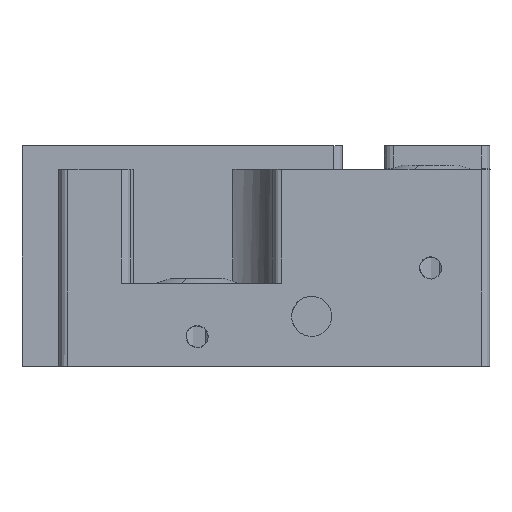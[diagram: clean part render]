
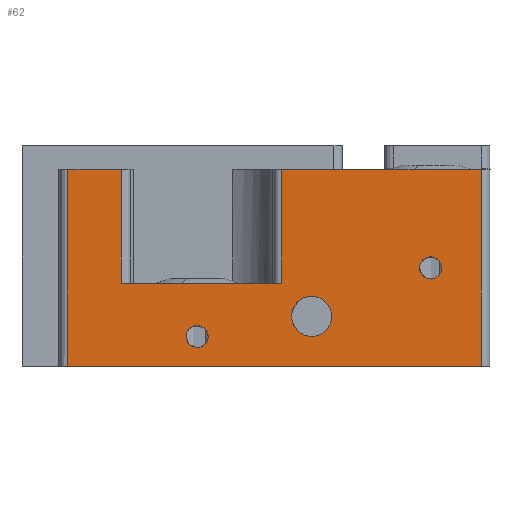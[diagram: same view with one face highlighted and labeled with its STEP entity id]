
A CAD part, front view. The second image highlights one B-rep face of the part: STEP entity #62.
In plain terms, the highlighted planar face has unit normal (0, -1, 0).
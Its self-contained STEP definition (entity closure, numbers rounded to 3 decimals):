
#28=FACE_BOUND('',#293,.T.);
#29=FACE_BOUND('',#294,.T.);
#30=FACE_BOUND('',#295,.T.);
#62=ADVANCED_FACE('',(#173,#28,#29,#30),#1988,.T.);
#173=FACE_OUTER_BOUND('',#292,.T.);
#292=EDGE_LOOP('',(#519,#520,#521,#522,#523,#524,#525,#526));
#293=EDGE_LOOP('',(#527,#528));
#294=EDGE_LOOP('',(#529,#530));
#295=EDGE_LOOP('',(#531,#532));
#519=ORIENTED_EDGE('',*,*,#1060,.F.);
#520=ORIENTED_EDGE('',*,*,#1059,.T.);
#521=ORIENTED_EDGE('',*,*,#1061,.F.);
#522=ORIENTED_EDGE('',*,*,#1146,.F.);
#523=ORIENTED_EDGE('',*,*,#1063,.F.);
#524=ORIENTED_EDGE('',*,*,#1064,.F.);
#525=ORIENTED_EDGE('',*,*,#1062,.T.);
#526=ORIENTED_EDGE('',*,*,#1127,.F.);
#527=ORIENTED_EDGE('',*,*,#1058,.T.);
#528=ORIENTED_EDGE('',*,*,#1176,.T.);
#529=ORIENTED_EDGE('',*,*,#1154,.T.);
#530=ORIENTED_EDGE('',*,*,#1191,.T.);
#531=ORIENTED_EDGE('',*,*,#1160,.T.);
#532=ORIENTED_EDGE('',*,*,#1194,.T.);
#1058=EDGE_CURVE('',#1706,#1777,#1514,.T.);
#1059=EDGE_CURVE('',#1708,#1707,#1372,.T.);
#1060=EDGE_CURVE('',#1708,#1747,#1373,.T.);
#1061=EDGE_CURVE('',#1705,#1707,#1374,.T.);
#1062=EDGE_CURVE('',#1710,#1693,#1375,.T.);
#1063=EDGE_CURVE('',#1709,#1697,#1376,.T.);
#1064=EDGE_CURVE('',#1710,#1709,#1377,.T.);
#1127=EDGE_CURVE('',#1747,#1693,#1405,.T.);
#1146=EDGE_CURVE('',#1697,#1705,#1419,.T.);
#1154=EDGE_CURVE('',#1764,#1786,#1558,.T.);
#1160=EDGE_CURVE('',#1768,#1788,#1560,.T.);
#1176=EDGE_CURVE('',#1777,#1706,#1576,.T.);
#1191=EDGE_CURVE('',#1786,#1764,#1590,.T.);
#1194=EDGE_CURVE('',#1788,#1768,#1592,.T.);
#1372=B_SPLINE_CURVE_WITH_KNOTS('',1,(#2597,#2598),.UNSPECIFIED.,.F.,.F.,
(2,2),(0.869,41.148),.UNSPECIFIED.);
#1373=B_SPLINE_CURVE_WITH_KNOTS('',1,(#2599,#2600),.UNSPECIFIED.,.F.,.F.,
(2,2),(0.,20.932),.UNSPECIFIED.);
#1374=B_SPLINE_CURVE_WITH_KNOTS('',1,(#2601,#2602),.UNSPECIFIED.,.F.,.F.,
(2,2),(0.,21.98),.UNSPECIFIED.);
#1375=B_SPLINE_CURVE_WITH_KNOTS('',1,(#2603,#2604),.UNSPECIFIED.,.F.,.F.,
(2,2),(0.,12.75),.UNSPECIFIED.);
#1376=B_SPLINE_CURVE_WITH_KNOTS('',1,(#2605,#2606),.UNSPECIFIED.,.F.,.F.,
(2,2),(0.,12.75),.UNSPECIFIED.);
#1377=B_SPLINE_CURVE_WITH_KNOTS('',1,(#2607,#2608,#2609,#2610,#2611,#2612),
 .UNSPECIFIED.,.F.,.F.,(2,1,1,1,1,2),(-17.175,-16.175,
-13.244,-6.543,-2.774,-1.774),
 .UNSPECIFIED.);
#1405=B_SPLINE_CURVE_WITH_KNOTS('',1,(#2788,#2789),.UNSPECIFIED.,.F.,.F.,
(2,2),(-23.175,-17.175),.UNSPECIFIED.);
#1419=B_SPLINE_CURVE_WITH_KNOTS('',1,(#2832,#2833,#2834,#2835),
 .UNSPECIFIED.,.F.,.F.,(2,1,1,2),(0.,6.904,10.691,
22.829),.UNSPECIFIED.);
#1514=(
BOUNDED_CURVE()
B_SPLINE_CURVE(2,(#2592,#2593,#2594,#2595,#2596),.UNSPECIFIED.,.F.,.F.)
B_SPLINE_CURVE_WITH_KNOTS((3,2,3),(-14.137,-10.603,
-7.069),.UNSPECIFIED.)
CURVE()
GEOMETRIC_REPRESENTATION_ITEM()
RATIONAL_B_SPLINE_CURVE((1.,0.707,1.,0.707,1.))
REPRESENTATION_ITEM('')
);
#1558=(
BOUNDED_CURVE()
B_SPLINE_CURVE(2,(#2878,#2879,#2880,#2881,#2882),.UNSPECIFIED.,.F.,.F.)
B_SPLINE_CURVE_WITH_KNOTS((3,2,3),(-7.854,-5.89,
-3.927),.UNSPECIFIED.)
CURVE()
GEOMETRIC_REPRESENTATION_ITEM()
RATIONAL_B_SPLINE_CURVE((1.,0.707,1.,0.707,1.))
REPRESENTATION_ITEM('')
);
#1560=(
BOUNDED_CURVE()
B_SPLINE_CURVE(2,(#2920,#2921,#2922,#2923,#2924),.UNSPECIFIED.,.F.,.F.)
B_SPLINE_CURVE_WITH_KNOTS((3,2,3),(-7.854,-5.89,
-3.927),.UNSPECIFIED.)
CURVE()
GEOMETRIC_REPRESENTATION_ITEM()
RATIONAL_B_SPLINE_CURVE((1.,0.707,1.,0.707,1.))
REPRESENTATION_ITEM('')
);
#1576=(
BOUNDED_CURVE()
B_SPLINE_CURVE(2,(#2976,#2977,#2978,#2979,#2980),.UNSPECIFIED.,.F.,.F.)
B_SPLINE_CURVE_WITH_KNOTS((3,2,3),(-7.069,-3.534,
0.),.UNSPECIFIED.)
CURVE()
GEOMETRIC_REPRESENTATION_ITEM()
RATIONAL_B_SPLINE_CURVE((1.,0.707,1.,0.707,1.))
REPRESENTATION_ITEM('')
);
#1590=(
BOUNDED_CURVE()
B_SPLINE_CURVE(2,(#3046,#3047,#3048,#3049,#3050),.UNSPECIFIED.,.F.,.F.)
B_SPLINE_CURVE_WITH_KNOTS((3,2,3),(-3.927,-1.963,
0.),.UNSPECIFIED.)
CURVE()
GEOMETRIC_REPRESENTATION_ITEM()
RATIONAL_B_SPLINE_CURVE((1.,0.707,1.,0.707,1.))
REPRESENTATION_ITEM('')
);
#1592=(
BOUNDED_CURVE()
B_SPLINE_CURVE(2,(#3070,#3071,#3072,#3073,#3074),.UNSPECIFIED.,.F.,.F.)
B_SPLINE_CURVE_WITH_KNOTS((3,2,3),(-3.927,-1.963,
0.),.UNSPECIFIED.)
CURVE()
GEOMETRIC_REPRESENTATION_ITEM()
RATIONAL_B_SPLINE_CURVE((1.,0.707,1.,0.707,1.))
REPRESENTATION_ITEM('')
);
#1693=VERTEX_POINT('',#2461);
#1697=VERTEX_POINT('',#2465);
#1705=VERTEX_POINT('',#2473);
#1706=VERTEX_POINT('',#2474);
#1707=VERTEX_POINT('',#2475);
#1708=VERTEX_POINT('',#2476);
#1709=VERTEX_POINT('',#2477);
#1710=VERTEX_POINT('',#2478);
#1747=VERTEX_POINT('',#2515);
#1764=VERTEX_POINT('',#2532);
#1768=VERTEX_POINT('',#2536);
#1777=VERTEX_POINT('',#2545);
#1786=VERTEX_POINT('',#2554);
#1788=VERTEX_POINT('',#2556);
#1988=PLANE('',#2041);
#2041=AXIS2_PLACEMENT_3D('',#2192,#2078,$);
#2078=DIRECTION('',(0.,-1.,0.));
#2192=CARTESIAN_POINT('',(313.717,-153.973,-140.875));
#2461=CARTESIAN_POINT('',(319.717,-153.973,-118.795));
#2465=CARTESIAN_POINT('',(337.717,-153.973,-118.795));
#2473=CARTESIAN_POINT('',(360.067,-153.973,-118.795));
#2474=CARTESIAN_POINT('',(342.291,-153.973,-133.387));
#2475=CARTESIAN_POINT('',(360.067,-153.973,-140.875));
#2476=CARTESIAN_POINT('',(313.717,-153.973,-140.875));
#2477=CARTESIAN_POINT('',(337.717,-153.973,-131.545));
#2478=CARTESIAN_POINT('',(319.717,-153.973,-131.545));
#2515=CARTESIAN_POINT('',(313.717,-153.973,-118.795));
#2532=CARTESIAN_POINT('',(326.967,-153.973,-137.545));
#2536=CARTESIAN_POINT('',(353.154,-153.973,-129.835));
#2545=CARTESIAN_POINT('',(339.843,-153.973,-137.163));
#2554=CARTESIAN_POINT('',(329.467,-153.973,-137.545));
#2556=CARTESIAN_POINT('',(355.654,-153.973,-129.835));
#2592=CARTESIAN_POINT('',(342.291,-153.973,-133.387));
#2593=CARTESIAN_POINT('',(344.179,-153.973,-134.611));
#2594=CARTESIAN_POINT('',(342.955,-153.973,-136.499));
#2595=CARTESIAN_POINT('',(341.731,-153.973,-138.387));
#2596=CARTESIAN_POINT('',(339.843,-153.973,-137.163));
#2597=CARTESIAN_POINT('',(313.717,-153.973,-140.875));
#2598=CARTESIAN_POINT('',(360.067,-153.973,-140.875));
#2599=CARTESIAN_POINT('',(313.717,-153.973,-140.875));
#2600=CARTESIAN_POINT('',(313.717,-153.973,-118.795));
#2601=CARTESIAN_POINT('',(360.067,-153.973,-118.795));
#2602=CARTESIAN_POINT('',(360.067,-153.973,-140.875));
#2603=CARTESIAN_POINT('',(319.717,-153.973,-131.545));
#2604=CARTESIAN_POINT('',(319.717,-153.973,-118.795));
#2605=CARTESIAN_POINT('',(337.717,-153.973,-131.545));
#2606=CARTESIAN_POINT('',(337.717,-153.973,-118.795));
#2607=CARTESIAN_POINT('',(319.717,-153.973,-131.545));
#2608=CARTESIAN_POINT('',(320.717,-153.973,-131.545));
#2609=CARTESIAN_POINT('',(324.217,-153.973,-131.545));
#2610=CARTESIAN_POINT('',(332.217,-153.973,-131.545));
#2611=CARTESIAN_POINT('',(336.717,-153.973,-131.545));
#2612=CARTESIAN_POINT('',(337.717,-153.973,-131.545));
#2788=CARTESIAN_POINT('',(313.717,-153.973,-118.795));
#2789=CARTESIAN_POINT('',(319.717,-153.973,-118.795));
#2832=CARTESIAN_POINT('',(337.717,-153.973,-118.795));
#2833=CARTESIAN_POINT('',(344.621,-153.973,-118.795));
#2834=CARTESIAN_POINT('',(348.408,-153.973,-118.795));
#2835=CARTESIAN_POINT('',(360.067,-153.973,-118.795));
#2878=CARTESIAN_POINT('',(326.967,-153.973,-137.545));
#2879=CARTESIAN_POINT('',(326.967,-153.973,-136.295));
#2880=CARTESIAN_POINT('',(328.217,-153.973,-136.295));
#2881=CARTESIAN_POINT('',(329.467,-153.973,-136.295));
#2882=CARTESIAN_POINT('',(329.467,-153.973,-137.545));
#2920=CARTESIAN_POINT('',(353.154,-153.973,-129.835));
#2921=CARTESIAN_POINT('',(353.154,-153.973,-128.585));
#2922=CARTESIAN_POINT('',(354.404,-153.973,-128.585));
#2923=CARTESIAN_POINT('',(355.654,-153.973,-128.585));
#2924=CARTESIAN_POINT('',(355.654,-153.973,-129.835));
#2976=CARTESIAN_POINT('',(339.843,-153.973,-137.163));
#2977=CARTESIAN_POINT('',(337.955,-153.973,-135.939));
#2978=CARTESIAN_POINT('',(339.179,-153.973,-134.051));
#2979=CARTESIAN_POINT('',(340.403,-153.973,-132.163));
#2980=CARTESIAN_POINT('',(342.291,-153.973,-133.387));
#3046=CARTESIAN_POINT('',(329.467,-153.973,-137.545));
#3047=CARTESIAN_POINT('',(329.467,-153.973,-138.795));
#3048=CARTESIAN_POINT('',(328.217,-153.973,-138.795));
#3049=CARTESIAN_POINT('',(326.967,-153.973,-138.795));
#3050=CARTESIAN_POINT('',(326.967,-153.973,-137.545));
#3070=CARTESIAN_POINT('',(355.654,-153.973,-129.835));
#3071=CARTESIAN_POINT('',(355.654,-153.973,-131.085));
#3072=CARTESIAN_POINT('',(354.404,-153.973,-131.085));
#3073=CARTESIAN_POINT('',(353.154,-153.973,-131.085));
#3074=CARTESIAN_POINT('',(353.154,-153.973,-129.835));
